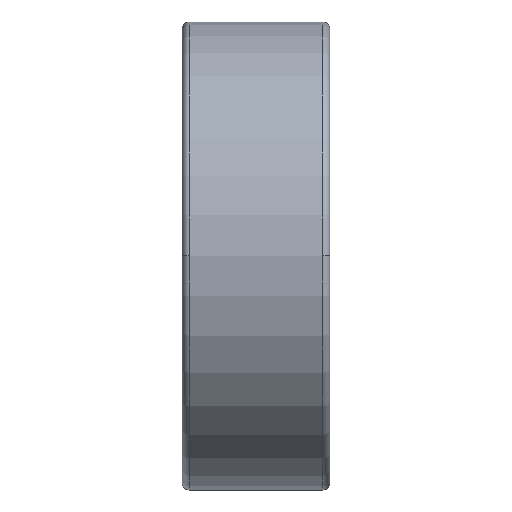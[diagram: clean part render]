
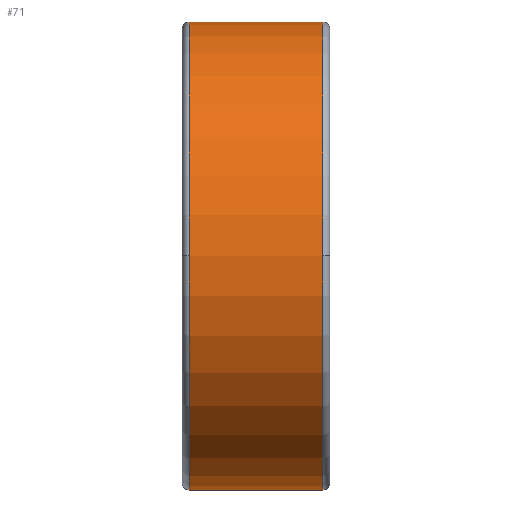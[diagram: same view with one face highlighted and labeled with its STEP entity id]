
A CAD part, top view. The second image highlights one B-rep face of the part: STEP entity #71.
In plain terms, the highlighted cylindrical face has radius 9.5 mm (diameter 19 mm), a partial arc.
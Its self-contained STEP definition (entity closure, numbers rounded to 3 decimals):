
#71=ADVANCED_FACE('',(#161),#162,.T.);
#161=FACE_OUTER_BOUND('',#341,.T.);
#162=CYLINDRICAL_SURFACE('',#342,9.5);
#341=EDGE_LOOP('',(#576,#577,#578,#579,#580,#581));
#342=AXIS2_PLACEMENT_3D('',#582,#583,#584);
#576=ORIENTED_EDGE('',*,*,#1156,.F.);
#577=ORIENTED_EDGE('',*,*,#1157,.T.);
#578=ORIENTED_EDGE('',*,*,#1158,.T.);
#579=ORIENTED_EDGE('',*,*,#1159,.F.);
#580=ORIENTED_EDGE('',*,*,#1160,.F.);
#581=ORIENTED_EDGE('',*,*,#1152,.F.);
#582=CARTESIAN_POINT('',(3.0,0.0,0.0));
#583=DIRECTION('',(1.0,0.0,0.0));
#584=DIRECTION('',(0.0,1.0,0.0));
#1152=EDGE_CURVE('',#1364,#1366,#1367,.T.);
#1156=EDGE_CURVE('',#1373,#1364,#1374,.T.);
#1157=EDGE_CURVE('',#1373,#1375,#1376,.T.);
#1158=EDGE_CURVE('',#1375,#1377,#1378,.T.);
#1159=EDGE_CURVE('',#1379,#1377,#1380,.T.);
#1160=EDGE_CURVE('',#1366,#1379,#1381,.T.);
#1364=VERTEX_POINT('',#1682);
#1366=VERTEX_POINT('',#1684);
#1367=CIRCLE('',#1685,9.5);
#1373=VERTEX_POINT('',#1691);
#1374=LINE('',#1692,#1693);
#1375=VERTEX_POINT('',#1694);
#1376=CIRCLE('',#1695,9.5);
#1377=VERTEX_POINT('',#1696);
#1378=CIRCLE('',#1697,9.5);
#1379=VERTEX_POINT('',#1698);
#1380=LINE('',#1699,#1700);
#1381=CIRCLE('',#1701,9.5);
#1682=CARTESIAN_POINT('',(5.7,9.5,0.0));
#1684=CARTESIAN_POINT('',(5.7,0.,9.5));
#1685=AXIS2_PLACEMENT_3D('',#2598,#2599,#2600);
#1691=CARTESIAN_POINT('',(0.3,9.5,0.0));
#1692=CARTESIAN_POINT('',(3.0,9.5,0.));
#1693=VECTOR('',#2610,1.0);
#1694=CARTESIAN_POINT('',(0.3,0.,9.5));
#1695=AXIS2_PLACEMENT_3D('',#2611,#2612,#2613);
#1696=CARTESIAN_POINT('',(0.3,-9.5,0.));
#1697=AXIS2_PLACEMENT_3D('',#2614,#2615,#2616);
#1698=CARTESIAN_POINT('',(5.7,-9.5,0.));
#1699=CARTESIAN_POINT('',(3.0,-9.5,0.));
#1700=VECTOR('',#2617,1.0);
#1701=AXIS2_PLACEMENT_3D('',#2618,#2619,#2620);
#2598=CARTESIAN_POINT('',(5.7,0.0,0.0));
#2599=DIRECTION('',(1.0,0.0,0.0));
#2600=DIRECTION('',(0.0,1.0,0.0));
#2610=DIRECTION('',(1.0,0.0,0.0));
#2611=CARTESIAN_POINT('',(0.3,0.0,0.0));
#2612=DIRECTION('',(1.0,0.0,0.0));
#2613=DIRECTION('',(0.0,1.0,0.0));
#2614=CARTESIAN_POINT('',(0.3,0.0,0.0));
#2615=DIRECTION('',(1.0,0.0,0.0));
#2616=DIRECTION('',(0.0,1.0,0.0));
#2617=DIRECTION('',(-1.0,-0.0,-0.0));
#2618=CARTESIAN_POINT('',(5.7,0.0,0.0));
#2619=DIRECTION('',(1.0,0.0,0.0));
#2620=DIRECTION('',(0.0,1.0,0.0));
